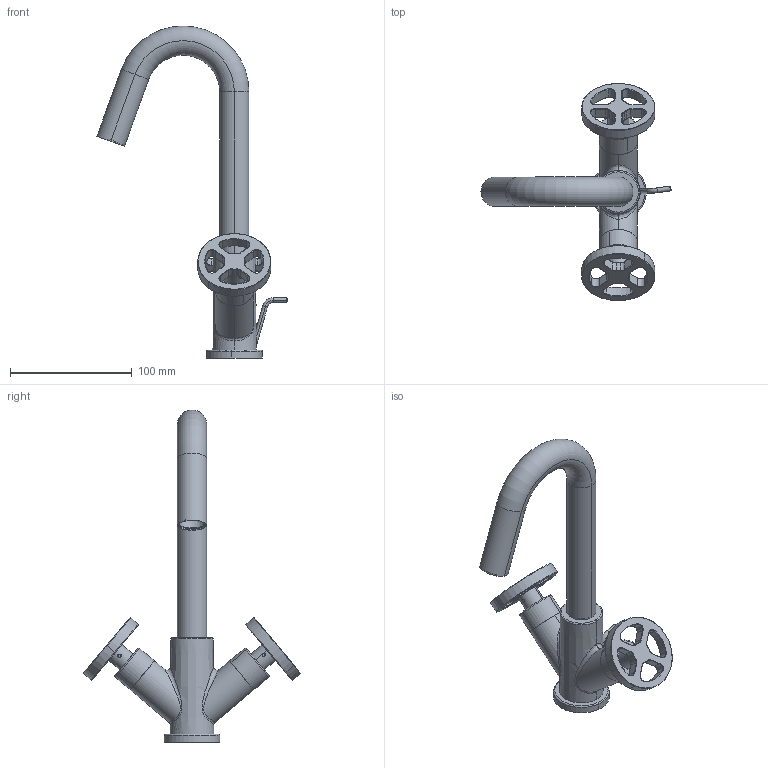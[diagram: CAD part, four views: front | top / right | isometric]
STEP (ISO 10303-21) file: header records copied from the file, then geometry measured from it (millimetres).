
FILE_DESCRIPTION(('CATIA V5 STEP Exchange','CAx-IF Rec.Pracs.--- Model Styling and Organization---1.5--- 2016-08-15','CAx-IF Rec.Pracs.---Supplemental Geometry---1.0---2011-11-01','CAx-IF Rec.Pracs.--- Composite Materials ---3.4---2017-06-13','CAx-IF Rec.Pracs.---Tessellated 3D Geometry---1.0---2015-12-17'),'2;1');
FILE_NAME('MN000510.stp','2022-09-17T09:12:32+00:00',('none'),('none'),'CATIA Version 5-6 Release 2020 SP2','CATIA V5 STEP AP242 v2','none');
FILE_SCHEMA(('AP242_MANAGED_MODEL_BASED_3D_ENGINEERING_MIM_LF {1 0 10303 442 1 1 4}'));
Length unit declared in the file: millimetre
Products named in the file (1): MN000510
Bounding box: 155.96 x 178.02 x 272.3 mm (x, y, z)
Volume: 202904.8 mm3; surface area: 119785.7 mm2
Topology: 28 solids, 28 shells, 2107 faces, 5569 edges, 3564 vertices
Faces by surface type: cylinder 626, plane 585, extrusion 456, cone 336, torus 96, bspline 8
Entity records: 67143 total; most frequent: CARTESIAN_POINT 20531, ORIENTED_EDGE 11118, DIRECTION 6573, EDGE_CURVE 5559, VERTEX_POINT 3564, AXIS2_PLACEMENT_3D 2863, VECTOR 2697, LINE 2241
